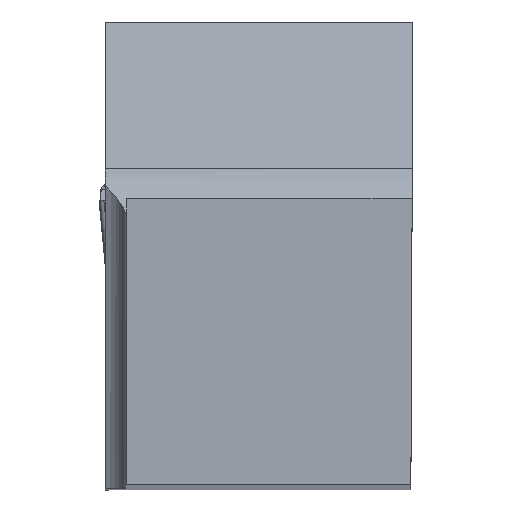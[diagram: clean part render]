
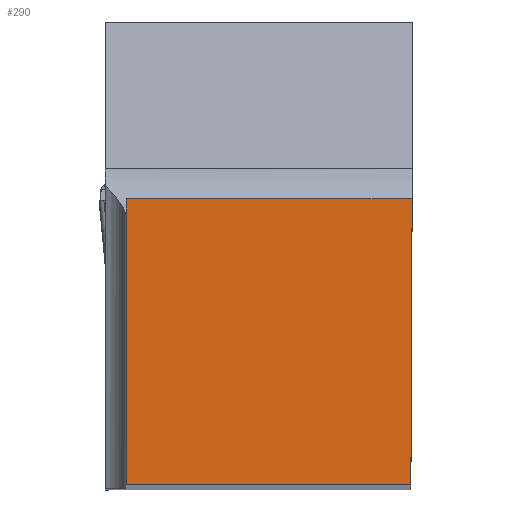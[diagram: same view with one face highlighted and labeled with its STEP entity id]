
A CAD part, top view. The second image highlights one B-rep face of the part: STEP entity #290.
In plain terms, the highlighted planar face has unit normal (0, 0, 1).
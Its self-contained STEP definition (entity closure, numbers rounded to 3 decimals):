
#290=ADVANCED_FACE('CU_BACK_SU1',(#452),#393,.F.);
#393=PLANE('',#2084);
#452=FACE_OUTER_BOUND('',#560,.T.);
#560=EDGE_LOOP('',(#817,#818,#819,#820));
#817=ORIENTED_EDGE('',*,*,#1495,.T.);
#818=ORIENTED_EDGE('',*,*,#1444,.T.);
#819=ORIENTED_EDGE('',*,*,#1454,.T.);
#820=ORIENTED_EDGE('',*,*,#1497,.F.);
#1262=VERTEX_POINT('',#2712);
#1263=VERTEX_POINT('',#2714);
#1270=VERTEX_POINT('',#2731);
#1290=VERTEX_POINT('',#2839);
#1444=EDGE_CURVE('',#1263,#1262,#1716,.T.);
#1454=EDGE_CURVE('',#1262,#1270,#1725,.T.);
#1495=EDGE_CURVE('',#1290,#1263,#1757,.T.);
#1497=EDGE_CURVE('',#1290,#1270,#1759,.T.);
#1716=LINE('',#2713,#1871);
#1725=LINE('',#2732,#1880);
#1757=LINE('',#2838,#1912);
#1759=LINE('',#2842,#1914);
#1871=VECTOR('',#2253,1.);
#1880=VECTOR('',#2266,1.);
#1912=VECTOR('',#2350,1.);
#1914=VECTOR('',#2354,1.);
#2084=AXIS2_PLACEMENT_3D('',#2843,#2355,#2356);
#2253=DIRECTION('',(0.004,1.,0.));
#2266=DIRECTION('',(-1.,0.,0.));
#2350=DIRECTION('',(1.,0.,0.));
#2354=DIRECTION('',(0.,1.,0.));
#2355=DIRECTION('',(0.,0.,-1.));
#2356=DIRECTION('',(0.,-1.,0.));
#2712=CARTESIAN_POINT('',(0.,11.875,0.));
#2713=CARTESIAN_POINT('',(0.088,31.973,0.));
#2714=CARTESIAN_POINT('',(-0.052,0.,0.));
#2731=CARTESIAN_POINT('',(-11.875,11.875,0.));
#2732=CARTESIAN_POINT('',(22.594,11.875,0.));
#2838=CARTESIAN_POINT('',(22.594,0.,0.));
#2839=CARTESIAN_POINT('',(-11.875,0.,0.));
#2842=CARTESIAN_POINT('',(-11.875,31.875,0.));
#2843=CARTESIAN_POINT('',(22.594,31.875,0.));
